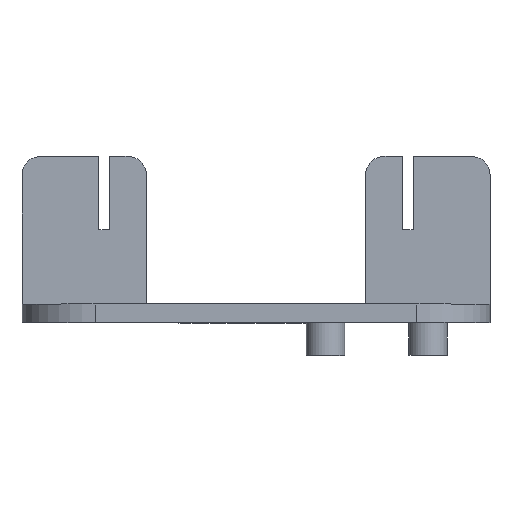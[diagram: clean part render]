
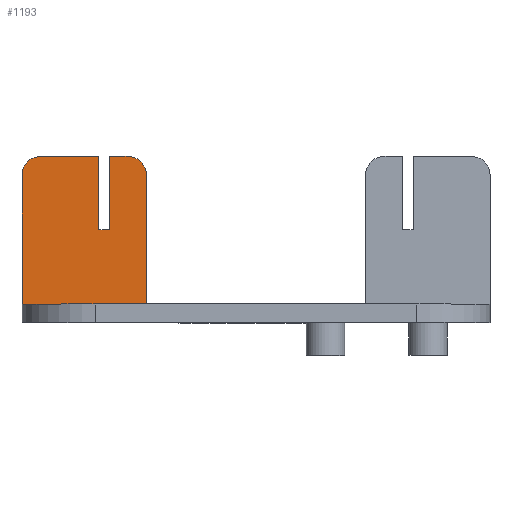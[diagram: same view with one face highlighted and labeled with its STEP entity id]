
A CAD part, top view. The second image highlights one B-rep face of the part: STEP entity #1193.
In plain terms, the highlighted planar face has unit normal (0, 0, 1).
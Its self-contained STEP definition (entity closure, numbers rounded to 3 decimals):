
#48=PLANE('',#1278);
#86=FACE_OUTER_BOUND('',#148,.T.);
#148=EDGE_LOOP('',(#862,#863,#864,#865,#866,#867,#868,#869,#870,#871));
#254=LINE('',#1804,#374);
#257=LINE('',#1812,#377);
#259=LINE('',#1816,#379);
#260=LINE('',#1818,#380);
#261=LINE('',#1822,#381);
#262=LINE('',#1824,#382);
#263=LINE('',#1826,#383);
#264=LINE('',#1827,#384);
#374=VECTOR('',#1433,10.);
#377=VECTOR('',#1442,10.);
#379=VECTOR('',#1446,10.);
#380=VECTOR('',#1447,10.);
#381=VECTOR('',#1450,10.);
#382=VECTOR('',#1451,10.);
#383=VECTOR('',#1452,10.);
#384=VECTOR('',#1453,10.);
#476=CIRCLE('',#1276,2.5);
#477=CIRCLE('',#1279,2.5);
#552=VERTEX_POINT('',#1801);
#553=VERTEX_POINT('',#1803);
#554=VERTEX_POINT('',#1807);
#555=VERTEX_POINT('',#1811);
#556=VERTEX_POINT('',#1815);
#557=VERTEX_POINT('',#1817);
#558=VERTEX_POINT('',#1819);
#559=VERTEX_POINT('',#1821);
#560=VERTEX_POINT('',#1823);
#561=VERTEX_POINT('',#1825);
#672=EDGE_CURVE('',#552,#553,#254,.T.);
#674=EDGE_CURVE('',#553,#554,#476,.T.);
#676=EDGE_CURVE('',#554,#555,#257,.T.);
#678=EDGE_CURVE('',#556,#552,#259,.T.);
#679=EDGE_CURVE('',#556,#557,#260,.T.);
#680=EDGE_CURVE('',#558,#557,#477,.T.);
#681=EDGE_CURVE('',#559,#558,#261,.T.);
#682=EDGE_CURVE('',#559,#560,#262,.T.);
#683=EDGE_CURVE('',#560,#561,#263,.T.);
#684=EDGE_CURVE('',#561,#555,#264,.T.);
#862=ORIENTED_EDGE('',*,*,#674,.F.);
#863=ORIENTED_EDGE('',*,*,#672,.F.);
#864=ORIENTED_EDGE('',*,*,#678,.F.);
#865=ORIENTED_EDGE('',*,*,#679,.T.);
#866=ORIENTED_EDGE('',*,*,#680,.F.);
#867=ORIENTED_EDGE('',*,*,#681,.F.);
#868=ORIENTED_EDGE('',*,*,#682,.T.);
#869=ORIENTED_EDGE('',*,*,#683,.T.);
#870=ORIENTED_EDGE('',*,*,#684,.T.);
#871=ORIENTED_EDGE('',*,*,#676,.F.);
#1193=ADVANCED_FACE('',(#86),#48,.T.);
#1276=AXIS2_PLACEMENT_3D('',#1808,#1437,#1438);
#1278=AXIS2_PLACEMENT_3D('',#1814,#1444,#1445);
#1279=AXIS2_PLACEMENT_3D('',#1820,#1448,#1449);
#1433=DIRECTION('',(0.,1.,0.));
#1437=DIRECTION('center_axis',(0.,0.,-1.));
#1438=DIRECTION('ref_axis',(-0.707,0.707,0.));
#1442=DIRECTION('',(1.,0.,0.));
#1444=DIRECTION('center_axis',(0.,0.,1.));
#1445=DIRECTION('ref_axis',(1.,0.,0.));
#1446=DIRECTION('',(-1.,0.,0.));
#1447=DIRECTION('',(0.,1.,0.));
#1448=DIRECTION('center_axis',(0.,0.,-1.));
#1449=DIRECTION('ref_axis',(0.707,0.707,0.));
#1450=DIRECTION('',(1.,0.,0.));
#1451=DIRECTION('',(0.,-1.,0.));
#1452=DIRECTION('',(-1.,0.,0.));
#1453=DIRECTION('',(0.,1.,0.));
#1801=CARTESIAN_POINT('',(0.,2.5,2.5));
#1803=CARTESIAN_POINT('',(0.,20.25,2.5));
#1804=CARTESIAN_POINT('',(0.,2.5,2.5));
#1807=CARTESIAN_POINT('',(2.5,22.75,2.5));
#1808=CARTESIAN_POINT('Origin',(2.5,20.25,2.5));
#1811=CARTESIAN_POINT('',(10.5,22.75,2.5));
#1812=CARTESIAN_POINT('',(0.,22.75,2.5));
#1814=CARTESIAN_POINT('Origin',(0.,2.5,2.5));
#1815=CARTESIAN_POINT('',(17.,2.5,2.5));
#1816=CARTESIAN_POINT('',(16.,2.5,2.5));
#1817=CARTESIAN_POINT('',(17.,20.25,2.5));
#1818=CARTESIAN_POINT('',(17.,2.5,2.5));
#1819=CARTESIAN_POINT('',(14.5,22.75,2.5));
#1820=CARTESIAN_POINT('Origin',(14.5,20.25,2.5));
#1821=CARTESIAN_POINT('',(12.,22.75,2.5));
#1822=CARTESIAN_POINT('',(0.,22.75,2.5));
#1823=CARTESIAN_POINT('',(12.,12.75,2.5));
#1824=CARTESIAN_POINT('',(12.,12.625,2.5));
#1825=CARTESIAN_POINT('',(10.5,12.75,2.5));
#1826=CARTESIAN_POINT('',(6.,12.75,2.5));
#1827=CARTESIAN_POINT('',(10.5,7.625,2.5));
